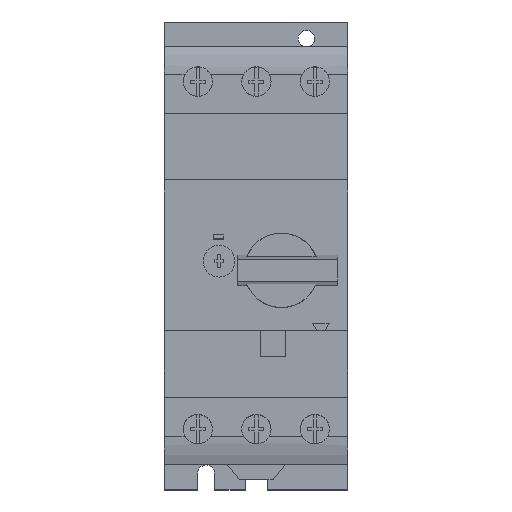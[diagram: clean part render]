
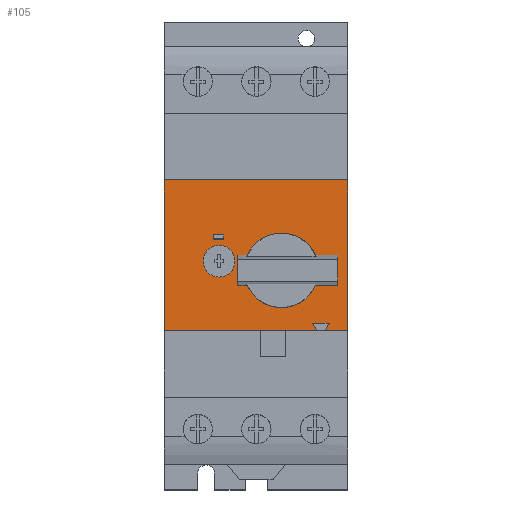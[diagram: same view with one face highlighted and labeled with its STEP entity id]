
A CAD part, top view. The second image highlights one B-rep face of the part: STEP entity #105.
In plain terms, the highlighted planar face has unit normal (0, 0, 1).
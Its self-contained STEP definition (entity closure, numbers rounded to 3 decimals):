
#105 = ADVANCED_FACE( '', ( #386, #387, #388, #389 ), #390, .T. );
#386 = FACE_BOUND( '', #904, .T. );
#387 = FACE_OUTER_BOUND( '', #905, .T. );
#388 = FACE_BOUND( '', #906, .T. );
#389 = FACE_BOUND( '', #907, .T. );
#390 = PLANE( '', #908 );
#904 = EDGE_LOOP( '', ( #1621, #1622, #1623, #1624 ) );
#905 = EDGE_LOOP( '', ( #1625, #1626, #1627, #1628, #1629, #1630, #1631, #1632 ) );
#906 = EDGE_LOOP( '', ( #1633, #1634 ) );
#907 = EDGE_LOOP( '', ( #1635, #1636, #1637, #1638, #1639, #1640, #1641, #1642 ) );
#908 = AXIS2_PLACEMENT_3D( '', #1643, #1644, #1645 );
#1621 = ORIENTED_EDGE( '', *, *, #3606, .T. );
#1622 = ORIENTED_EDGE( '', *, *, #3610, .T. );
#1623 = ORIENTED_EDGE( '', *, *, #3600, .T. );
#1624 = ORIENTED_EDGE( '', *, *, #3609, .T. );
#1625 = ORIENTED_EDGE( '', *, *, #3631, .T. );
#1626 = ORIENTED_EDGE( '', *, *, #3632, .T. );
#1627 = ORIENTED_EDGE( '', *, *, #3633, .T. );
#1628 = ORIENTED_EDGE( '', *, *, #3634, .F. );
#1629 = ORIENTED_EDGE( '', *, *, #3635, .F. );
#1630 = ORIENTED_EDGE( '', *, *, #3636, .T. );
#1631 = ORIENTED_EDGE( '', *, *, #3637, .T. );
#1632 = ORIENTED_EDGE( '', *, *, #3638, .F. );
#1633 = ORIENTED_EDGE( '', *, *, #3580, .T. );
#1634 = ORIENTED_EDGE( '', *, *, #3639, .T. );
#1635 = ORIENTED_EDGE( '', *, *, #3611, .T. );
#1636 = ORIENTED_EDGE( '', *, *, #3630, .T. );
#1637 = ORIENTED_EDGE( '', *, *, #3622, .T. );
#1638 = ORIENTED_EDGE( '', *, *, #3640, .T. );
#1639 = ORIENTED_EDGE( '', *, *, #3625, .T. );
#1640 = ORIENTED_EDGE( '', *, *, #3619, .T. );
#1641 = ORIENTED_EDGE( '', *, *, #3615, .T. );
#1642 = ORIENTED_EDGE( '', *, *, #3641, .T. );
#1643 = CARTESIAN_POINT( '', ( 54.8, 22.5, 139.5 ) );
#1644 = DIRECTION( '', ( 0., 0., 1. ) );
#1645 = DIRECTION( '', ( 0., 1., 0. ) );
#3580 = EDGE_CURVE( '', #4356, #4360, #4362, .T. );
#3600 = EDGE_CURVE( '', #4396, #4394, #4397, .T. );
#3606 = EDGE_CURVE( '', #4401, #4406, #4408, .T. );
#3609 = EDGE_CURVE( '', #4394, #4401, #4411, .T. );
#3610 = EDGE_CURVE( '', #4406, #4396, #4412, .T. );
#3611 = EDGE_CURVE( '', #4413, #4414, #4415, .T. );
#3615 = EDGE_CURVE( '', #4422, #4420, #4423, .T. );
#3619 = EDGE_CURVE( '', #4429, #4422, #4430, .T. );
#3622 = EDGE_CURVE( '', #4434, #4435, #4436, .T. );
#3625 = EDGE_CURVE( '', #4440, #4429, #4441, .T. );
#3630 = EDGE_CURVE( '', #4414, #4434, #4448, .T. );
#3631 = EDGE_CURVE( '', #4449, #4450, #4451, .T. );
#3632 = EDGE_CURVE( '', #4450, #4452, #4453, .T. );
#3633 = EDGE_CURVE( '', #4452, #4454, #4455, .T. );
#3634 = EDGE_CURVE( '', #4456, #4454, #4457, .T. );
#3635 = EDGE_CURVE( '', #4458, #4456, #4459, .T. );
#3636 = EDGE_CURVE( '', #4458, #4460, #4461, .T. );
#3637 = EDGE_CURVE( '', #4460, #4462, #4463, .T. );
#3638 = EDGE_CURVE( '', #4449, #4462, #4464, .T. );
#3639 = EDGE_CURVE( '', #4360, #4356, #4465, .T. );
#3640 = EDGE_CURVE( '', #4435, #4440, #4466, .T. );
#3641 = EDGE_CURVE( '', #4420, #4413, #4467, .T. );
#4356 = VERTEX_POINT( '', #5628 );
#4360 = VERTEX_POINT( '', #5633 );
#4362 = CIRCLE( '', #5636, 4.75 );
#4394 = VERTEX_POINT( '', #5682 );
#4396 = VERTEX_POINT( '', #5685 );
#4397 = LINE( '', #5686, #5687 );
#4401 = VERTEX_POINT( '', #5693 );
#4406 = VERTEX_POINT( '', #5700 );
#4408 = LINE( '', #5703, #5704 );
#4411 = LINE( '', #5709, #5710 );
#4412 = LINE( '', #5711, #5712 );
#4413 = VERTEX_POINT( '', #5713 );
#4414 = VERTEX_POINT( '', #5714 );
#4415 = LINE( '', #5715, #5716 );
#4420 = VERTEX_POINT( '', #5722 );
#4422 = VERTEX_POINT( '', #5724 );
#4423 = LINE( '', #5725, #5726 );
#4429 = VERTEX_POINT( '', #5735 );
#4430 = LINE( '', #5736, #5737 );
#4434 = VERTEX_POINT( '', #5743 );
#4435 = VERTEX_POINT( '', #5744 );
#4436 = LINE( '', #5745, #5746 );
#4440 = VERTEX_POINT( '', #5752 );
#4441 = LINE( '', #5753, #5754 );
#4448 = LINE( '', #5763, #5764 );
#4449 = VERTEX_POINT( '', #5765 );
#4450 = VERTEX_POINT( '', #5766 );
#4451 = LINE( '', #5767, #5768 );
#4452 = VERTEX_POINT( '', #5769 );
#4453 = LINE( '', #5770, #5771 );
#4454 = VERTEX_POINT( '', #5772 );
#4455 = LINE( '', #5773, #5774 );
#4456 = VERTEX_POINT( '', #5775 );
#4457 = LINE( '', #5776, #5777 );
#4458 = VERTEX_POINT( '', #5778 );
#4459 = LINE( '', #5779, #5780 );
#4460 = VERTEX_POINT( '', #5781 );
#4461 = LINE( '', #5782, #5783 );
#4462 = VERTEX_POINT( '', #5784 );
#4463 = LINE( '', #5785, #5786 );
#4464 = LINE( '', #5787, #5788 );
#4465 = CIRCLE( '', #5789, 4.75 );
#4466 = CIRCLE( '', #5790, 11.125 );
#4467 = CIRCLE( '', #5791, 11.125 );
#5628 = CARTESIAN_POINT( '', ( 21.1, -1.8, 139.5 ) );
#5633 = CARTESIAN_POINT( '', ( 11.6, -1.8, 139.5 ) );
#5636 = AXIS2_PLACEMENT_3D( '', #7387, #7388, #7389 );
#5682 = CARTESIAN_POINT( '', ( 14.75, 4.762, 139.5 ) );
#5685 = CARTESIAN_POINT( '', ( 17.75, 4.762, 139.5 ) );
#5686 = CARTESIAN_POINT( '', ( 36.275, 4.762, 139.5 ) );
#5687 = VECTOR( '', #7417, 1. );
#5693 = CARTESIAN_POINT( '', ( 14.75, 6.238, 139.5 ) );
#5700 = CARTESIAN_POINT( '', ( 17.75, 6.238, 139.5 ) );
#5703 = CARTESIAN_POINT( '', ( 36.275, 6.238, 139.5 ) );
#5704 = VECTOR( '', #7423, 1. );
#5709 = CARTESIAN_POINT( '', ( 14.75, 11.25, 139.5 ) );
#5710 = VECTOR( '', #7426, 1. );
#5711 = CARTESIAN_POINT( '', ( 17.75, 11.25, 139.5 ) );
#5712 = VECTOR( '', #7427, 1. );
#5713 = CARTESIAN_POINT( '', ( 45.159, -0.015, 139.5 ) );
#5714 = CARTESIAN_POINT( '', ( 51.9, -0.015, 139.5 ) );
#5715 = CARTESIAN_POINT( '', ( 38.35, -0.015, 139.5 ) );
#5716 = VECTOR( '', #7428, 1. );
#5722 = CARTESIAN_POINT( '', ( 24.841, -0.015, 139.5 ) );
#5724 = CARTESIAN_POINT( '', ( 21.9, -0.015, 139.5 ) );
#5725 = CARTESIAN_POINT( '', ( 38.35, -0.015, 139.5 ) );
#5726 = VECTOR( '', #7436, 1. );
#5735 = CARTESIAN_POINT( '', ( 21.9, -9.085, 139.5 ) );
#5736 = CARTESIAN_POINT( '', ( 21.9, 11.25, 139.5 ) );
#5737 = VECTOR( '', #7440, 1. );
#5743 = CARTESIAN_POINT( '', ( 51.9, -9.085, 139.5 ) );
#5744 = CARTESIAN_POINT( '', ( 45.159, -9.085, 139.5 ) );
#5745 = CARTESIAN_POINT( '', ( 38.35, -9.085, 139.5 ) );
#5746 = VECTOR( '', #7443, 1. );
#5752 = CARTESIAN_POINT( '', ( 24.841, -9.085, 139.5 ) );
#5753 = CARTESIAN_POINT( '', ( 38.35, -9.085, 139.5 ) );
#5754 = VECTOR( '', #7446, 1. );
#5763 = CARTESIAN_POINT( '', ( 51.9, 11.25, 139.5 ) );
#5764 = VECTOR( '', #7455, 1. );
#5765 = CARTESIAN_POINT( '', ( 45.653, -22.5, 139.5 ) );
#5766 = CARTESIAN_POINT( '', ( 44.383, -20.3, 139.5 ) );
#5767 = CARTESIAN_POINT( '', ( 36.419, -6.505, 139.5 ) );
#5768 = VECTOR( '', #7456, 1. );
#5769 = CARTESIAN_POINT( '', ( 49.26, -20.3, 139.5 ) );
#5770 = CARTESIAN_POINT( '', ( 52.03, -20.3, 139.5 ) );
#5771 = VECTOR( '', #7457, 1. );
#5772 = CARTESIAN_POINT( '', ( 47.99, -22.5, 139.5 ) );
#5773 = CARTESIAN_POINT( '', ( 58.584, -4.151, 139.5 ) );
#5774 = VECTOR( '', #7458, 1. );
#5775 = CARTESIAN_POINT( '', ( 54.8, -22.5, 139.5 ) );
#5776 = CARTESIAN_POINT( '', ( 54.8, -22.5, 139.5 ) );
#5777 = VECTOR( '', #7459, 1. );
#5778 = CARTESIAN_POINT( '', ( 54.8, 22.5, 139.5 ) );
#5779 = CARTESIAN_POINT( '', ( 54.8, 22.5, 139.5 ) );
#5780 = VECTOR( '', #7460, 1. );
#5781 = CARTESIAN_POINT( '', ( 0., 22.5, 139.5 ) );
#5782 = CARTESIAN_POINT( '', ( 54.8, 22.5, 139.5 ) );
#5783 = VECTOR( '', #7461, 1. );
#5784 = CARTESIAN_POINT( '', ( 0., -22.5, 139.5 ) );
#5785 = CARTESIAN_POINT( '', ( 0., 22.5, 139.5 ) );
#5786 = VECTOR( '', #7462, 1. );
#5787 = CARTESIAN_POINT( '', ( 54.8, -22.5, 139.5 ) );
#5788 = VECTOR( '', #7463, 1. );
#5789 = AXIS2_PLACEMENT_3D( '', #7464, #7465, #7466 );
#5790 = AXIS2_PLACEMENT_3D( '', #7467, #7468, #7469 );
#5791 = AXIS2_PLACEMENT_3D( '', #7470, #7471, #7472 );
#7387 = CARTESIAN_POINT( '', ( 16.35, -1.8, 139.5 ) );
#7388 = DIRECTION( '', ( 0., 0., -1. ) );
#7389 = DIRECTION( '', ( 1., 0., 0. ) );
#7417 = DIRECTION( '', ( -1., 0., 0. ) );
#7423 = DIRECTION( '', ( 1., 0., 0. ) );
#7426 = DIRECTION( '', ( 0., 1., 0. ) );
#7427 = DIRECTION( '', ( 0., -1., 0. ) );
#7428 = DIRECTION( '', ( 1., 0., 0. ) );
#7436 = DIRECTION( '', ( 1., 0., 0. ) );
#7440 = DIRECTION( '', ( 0., 1., 0. ) );
#7443 = DIRECTION( '', ( -1., 0., 0. ) );
#7446 = DIRECTION( '', ( -1., 0., 0. ) );
#7455 = DIRECTION( '', ( 0., -1., 0. ) );
#7456 = DIRECTION( '', ( -0.5, 0.866, 0. ) );
#7457 = DIRECTION( '', ( 1., 0., 0. ) );
#7458 = DIRECTION( '', ( -0.5, -0.866, 0. ) );
#7459 = DIRECTION( '', ( -1., 0., 0. ) );
#7460 = DIRECTION( '', ( 0., -1., 0. ) );
#7461 = DIRECTION( '', ( -1., 0., 0. ) );
#7462 = DIRECTION( '', ( 0., -1., 0. ) );
#7463 = DIRECTION( '', ( -1., 0., 0. ) );
#7464 = CARTESIAN_POINT( '', ( 16.35, -1.8, 139.5 ) );
#7465 = DIRECTION( '', ( 0., 0., -1. ) );
#7466 = DIRECTION( '', ( 1., 0., 0. ) );
#7467 = CARTESIAN_POINT( '', ( 35., -4.55, 139.5 ) );
#7468 = DIRECTION( '', ( 0., 0., -1. ) );
#7469 = DIRECTION( '', ( 1., 0., 0. ) );
#7470 = CARTESIAN_POINT( '', ( 35., -4.55, 139.5 ) );
#7471 = DIRECTION( '', ( 0., 0., -1. ) );
#7472 = DIRECTION( '', ( 1., 0., 0. ) );
